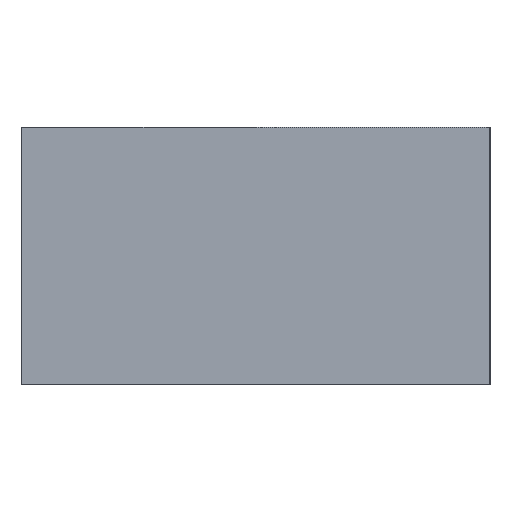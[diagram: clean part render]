
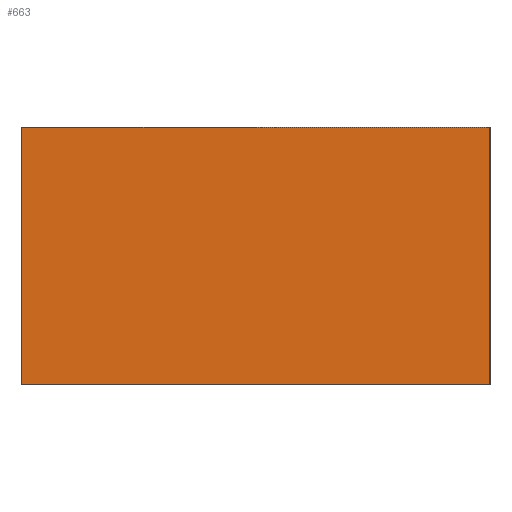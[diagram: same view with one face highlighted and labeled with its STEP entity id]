
A CAD part, left-side view. The second image highlights one B-rep face of the part: STEP entity #663.
In plain terms, the highlighted planar face has unit normal (-1, 0, 0).
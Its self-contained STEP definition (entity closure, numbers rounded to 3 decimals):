
#8 = LINE ( 'NONE', #429, #26 ) ;
#26 = VECTOR ( 'NONE', #66, 1000. ) ;
#29 = FACE_OUTER_BOUND ( 'NONE', #146, .T. ) ;
#47 = VERTEX_POINT ( 'NONE', #170 ) ;
#66 = DIRECTION ( 'NONE',  ( 0., 0., -1. ) ) ;
#88 = LINE ( 'NONE', #200, #400 ) ;
#105 = DIRECTION ( 'NONE',  ( 0., -1., 0. ) ) ;
#120 = LINE ( 'NONE', #488, #198 ) ;
#146 = EDGE_LOOP ( 'NONE', ( #151, #767, #575, #339 ) ) ;
#151 = ORIENTED_EDGE ( 'NONE', *, *, #751, .T. ) ;
#170 = CARTESIAN_POINT ( 'NONE',  ( -14., -5., 0. ) ) ;
#195 = EDGE_CURVE ( 'NONE', #733, #588, #120, .T. ) ;
#198 = VECTOR ( 'NONE', #674, 1000. ) ;
#200 = CARTESIAN_POINT ( 'NONE',  ( -14., 5., 5.5 ) ) ;
#202 = VECTOR ( 'NONE', #105, 1000. ) ;
#229 = VERTEX_POINT ( 'NONE', #764 ) ;
#270 = DIRECTION ( 'NONE',  ( 0., -1., 0. ) ) ;
#286 = EDGE_CURVE ( 'NONE', #733, #229, #88, .T. ) ;
#332 = CARTESIAN_POINT ( 'NONE',  ( -14., 5., 5.5 ) ) ;
#338 = DIRECTION ( 'NONE',  ( 0., 0., -1. ) ) ;
#339 = ORIENTED_EDGE ( 'NONE', *, *, #195, .T. ) ;
#400 = VECTOR ( 'NONE', #270, 1000. ) ;
#429 = CARTESIAN_POINT ( 'NONE',  ( -14., -5., 5.5 ) ) ;
#441 = AXIS2_PLACEMENT_3D ( 'NONE', #332, #504, #338 ) ;
#488 = CARTESIAN_POINT ( 'NONE',  ( -14., 5., 5.5 ) ) ;
#504 = DIRECTION ( 'NONE',  ( 1., 0., 0. ) ) ;
#513 = EDGE_CURVE ( 'NONE', #229, #47, #8, .T. ) ;
#527 = CARTESIAN_POINT ( 'NONE',  ( -14., 5., 5.5 ) ) ;
#575 = ORIENTED_EDGE ( 'NONE', *, *, #286, .F. ) ;
#586 = LINE ( 'NONE', #598, #202 ) ;
#588 = VERTEX_POINT ( 'NONE', #701 ) ;
#598 = CARTESIAN_POINT ( 'NONE',  ( -14., 5., 0. ) ) ;
#636 = PLANE ( 'NONE',  #441 ) ;
#663 = ADVANCED_FACE ( 'NONE', ( #29 ), #636, .F. ) ;
#674 = DIRECTION ( 'NONE',  ( 0., 0., -1. ) ) ;
#701 = CARTESIAN_POINT ( 'NONE',  ( -14., 5., 0. ) ) ;
#733 = VERTEX_POINT ( 'NONE', #527 ) ;
#751 = EDGE_CURVE ( 'NONE', #588, #47, #586, .T. ) ;
#764 = CARTESIAN_POINT ( 'NONE',  ( -14., -5., 5.5 ) ) ;
#767 = ORIENTED_EDGE ( 'NONE', *, *, #513, .F. ) ;
